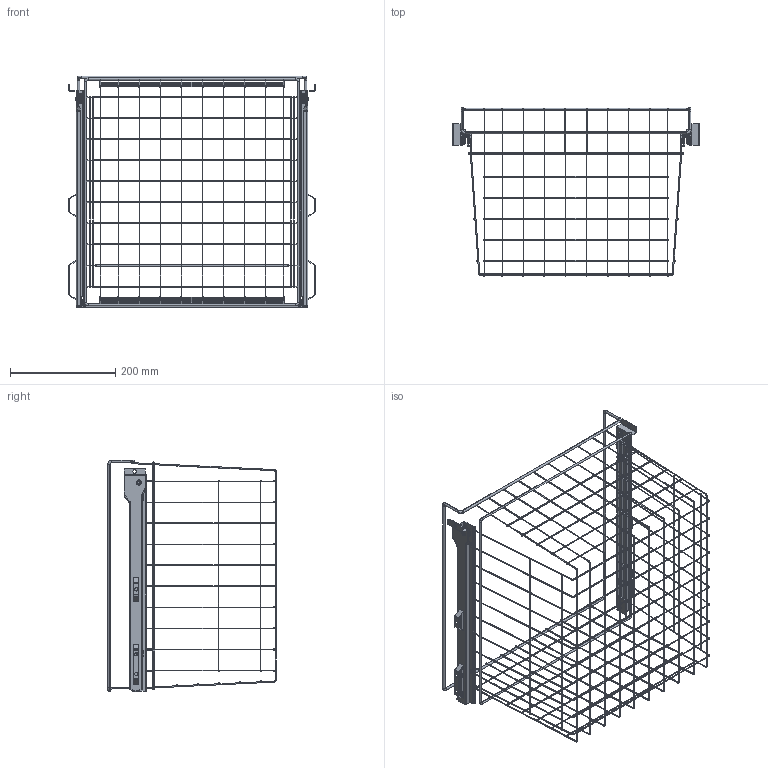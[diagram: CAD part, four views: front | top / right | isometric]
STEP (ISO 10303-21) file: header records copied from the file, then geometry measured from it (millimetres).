
FILE_DESCRIPTION (( 'STEP AP203' ), '1' );
FILE_NAME ('LM 603 rullakiskokori.STEP', '2023-01-17T07:34:17', ( '' ), ( '' ), 'SwSTEP 2.0', 'SolidWorks 2021', '' );
FILE_SCHEMA (( 'CONFIG_CONTROL_DESIGN' ));
Length unit declared in the file: millimetre
Products named in the file (14): 10364; Mirror10026; Mirror10027; 10365; 10360; Mirror10361; LM 603 rullakiskokori; 10027; 10361; 10026; Mirror10365; Mirror10364; 10352_Default<As Machined>; Mirror10360
Assembly tree (17 placements, depth 3):
  LM 603 rullakiskokori
    10352_Default<As Machined>
    10361
      10360
      10026
      10027
    10365
      10364
      10026
      10027
    Mirror10365
      Mirror10364
      Mirror10026
      Mirror10027
    Mirror10361
      Mirror10360
      Mirror10026
      Mirror10027
Bounding box: 468.4 x 320 x 440.53 mm (x, y, z)
Volume: 338689.9 mm3; surface area: 565250 mm2
Topology: 93 solids, 93 shells, 1914 faces, 4252 edges, 2528 vertices
Faces by surface type: cylinder 882, plane 512, torus 482, cone 28, bspline 10
Entity records: 50960 total; most frequent: DIRECTION 9568, CARTESIAN_POINT 8868, ORIENTED_EDGE 7868, AXIS2_PLACEMENT_3D 3996, EDGE_CURVE 3934, VERTEX_POINT 2332, CIRCLE 2218, EDGE_LOOP 1844
